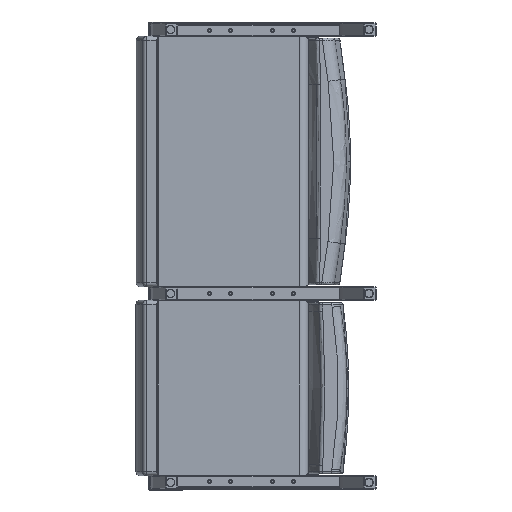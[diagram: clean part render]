
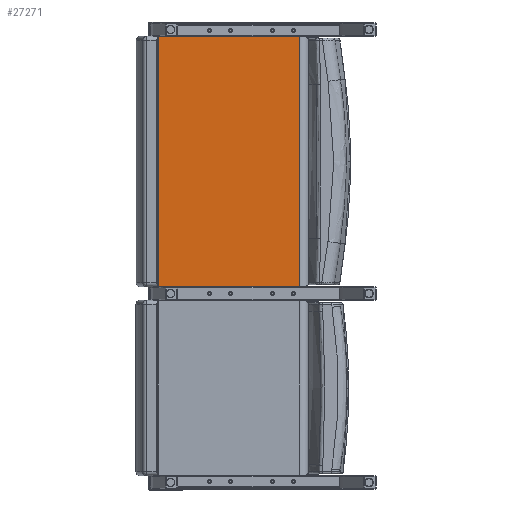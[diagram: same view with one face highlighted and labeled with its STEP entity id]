
A CAD part, front view. The second image highlights one B-rep face of the part: STEP entity #27271.
In plain terms, the highlighted face is planar.
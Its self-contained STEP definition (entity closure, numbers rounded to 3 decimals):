
#3094=PLANE('',#30401);
#5065=LINE('',#108467,#6693);
#5081=LINE('',#108601,#6709);
#5087=LINE('',#108688,#6715);
#5088=LINE('',#108690,#6716);
#6693=VECTOR('',#37777,0.394);
#6709=VECTOR('',#37853,0.394);
#6715=VECTOR('',#37915,0.394);
#6716=VECTOR('',#37918,0.394);
#8941=FACE_OUTER_BOUND('',#10984,.T.);
#10984=EDGE_LOOP('',(#25122,#25123,#25124,#25125));
#14603=VERTEX_POINT('',#108455);
#14604=VERTEX_POINT('',#108466);
#14628=VERTEX_POINT('',#108589);
#14629=VERTEX_POINT('',#108600);
#18092=EDGE_CURVE('',#14603,#14604,#5065,.T.);
#18131=EDGE_CURVE('',#14628,#14629,#5081,.T.);
#18156=EDGE_CURVE('',#14628,#14604,#5087,.T.);
#18157=EDGE_CURVE('',#14629,#14603,#5088,.T.);
#25122=ORIENTED_EDGE('',*,*,#18092,.F.);
#25123=ORIENTED_EDGE('',*,*,#18157,.F.);
#25124=ORIENTED_EDGE('',*,*,#18131,.F.);
#25125=ORIENTED_EDGE('',*,*,#18156,.T.);
#27271=ADVANCED_FACE('',(#8941),#3094,.T.);
#30401=AXIS2_PLACEMENT_3D('',#108689,#37916,#37917);
#37777=DIRECTION('',(1.,0.,0.));
#37853=DIRECTION('',(-1.,0.,0.));
#37915=DIRECTION('',(0.,0.,1.));
#37916=DIRECTION('center_axis',(0.,-1.,0.));
#37917=DIRECTION('ref_axis',(1.,0.,0.));
#37918=DIRECTION('',(0.,0.,1.));
#108455=CARTESIAN_POINT('',(-12.083,0.797,29.966));
#108466=CARTESIAN_POINT('',(4.791,0.797,29.966));
#108467=CARTESIAN_POINT('',(-9.146,0.797,29.966));
#108589=CARTESIAN_POINT('',(4.791,0.797,0.034));
#108600=CARTESIAN_POINT('',(-12.083,0.797,0.034));
#108601=CARTESIAN_POINT('',(-9.146,0.797,0.034));
#108688=CARTESIAN_POINT('',(4.791,0.797,0.));
#108689=CARTESIAN_POINT('Origin',(-12.083,0.797,0.));
#108690=CARTESIAN_POINT('',(-12.083,0.797,0.));
